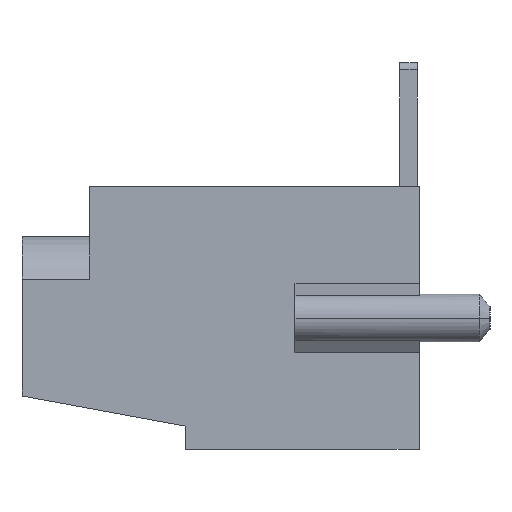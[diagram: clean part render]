
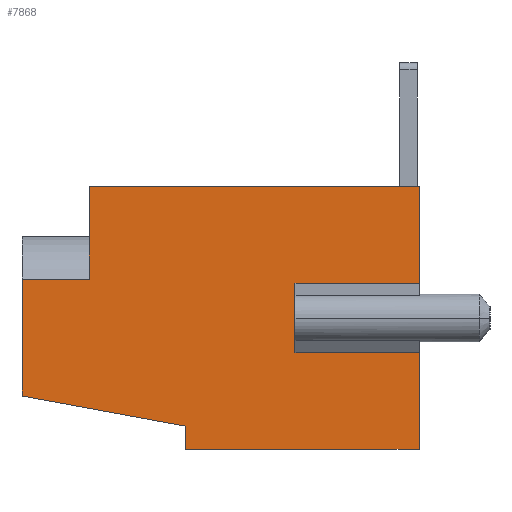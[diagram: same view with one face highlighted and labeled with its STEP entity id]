
A CAD part, left-side view. The second image highlights one B-rep face of the part: STEP entity #7868.
In plain terms, the highlighted planar face has unit normal (-1, 0, 0).
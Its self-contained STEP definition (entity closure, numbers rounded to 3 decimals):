
#71 = VECTOR ( 'NONE', #6320, 1000. ) ;
#83 = CARTESIAN_POINT ( 'NONE',  ( -5.35, -1.1, 4.65 ) ) ;
#325 = VECTOR ( 'NONE', #4715, 1000. ) ;
#449 = DIRECTION ( 'NONE',  ( 0., -0.182, 0.983 ) ) ;
#553 = VERTEX_POINT ( 'NONE', #3146 ) ;
#743 = CARTESIAN_POINT ( 'NONE',  ( -5.35, 2.2, 6.55 ) ) ;
#812 = CARTESIAN_POINT ( 'NONE',  ( -5.35, 3.7, -4.65 ) ) ;
#863 = VERTEX_POINT ( 'NONE', #1104 ) ;
#973 = VERTEX_POINT ( 'NONE', #3366 ) ;
#1078 = VECTOR ( 'NONE', #7349, 1000. ) ;
#1104 = CARTESIAN_POINT ( 'NONE',  ( -5.35, -0.975, -4.65 ) ) ;
#1177 = VERTEX_POINT ( 'NONE', #812 ) ;
#1266 = DIRECTION ( 'NONE',  ( 0., 1., 0. ) ) ;
#1628 = DIRECTION ( 'NONE',  ( 0., 0., -1. ) ) ;
#1683 = CARTESIAN_POINT ( 'NONE',  ( -5.35, 0., 0. ) ) ;
#1903 = DIRECTION ( 'NONE',  ( 0., 0., 1. ) ) ;
#1973 = ORIENTED_EDGE ( 'NONE', *, *, #3651, .F. ) ;
#1983 = VERTEX_POINT ( 'NONE', #4248 ) ;
#2115 = DIRECTION ( 'NONE',  ( 0., 0., -1. ) ) ;
#2156 = LINE ( 'NONE', #8052, #5708 ) ;
#2163 = VERTEX_POINT ( 'NONE', #7037 ) ;
#2335 = LINE ( 'NONE', #5457, #6335 ) ;
#2582 = CARTESIAN_POINT ( 'NONE',  ( -5.35, 3.05, 1.95 ) ) ;
#2632 = ORIENTED_EDGE ( 'NONE', *, *, #4994, .F. ) ;
#2657 = LINE ( 'NONE', #8857, #7624 ) ;
#2664 = ORIENTED_EDGE ( 'NONE', *, *, #3793, .F. ) ;
#2727 = VERTEX_POINT ( 'NONE', #83 ) ;
#2811 = ORIENTED_EDGE ( 'NONE', *, *, #6130, .F. ) ;
#2814 = CARTESIAN_POINT ( 'NONE',  ( -5.35, -0.975, -1.15 ) ) ;
#2836 = VERTEX_POINT ( 'NONE', #7879 ) ;
#3131 = DIRECTION ( 'NONE',  ( 0., 0., 1. ) ) ;
#3146 = CARTESIAN_POINT ( 'NONE',  ( -5.35, 0.975, -4.65 ) ) ;
#3366 = CARTESIAN_POINT ( 'NONE',  ( -5.35, -3.7, -4.65 ) ) ;
#3434 = LINE ( 'NONE', #6108, #325 ) ;
#3498 = CARTESIAN_POINT ( 'NONE',  ( -5.35, 0.975, 0. ) ) ;
#3575 = CARTESIAN_POINT ( 'NONE',  ( -5.35, 0.975, -1.15 ) ) ;
#3651 = EDGE_CURVE ( 'NONE', #1177, #2836, #2657, .T. ) ;
#3793 = EDGE_CURVE ( 'NONE', #553, #1177, #2335, .T. ) ;
#3889 = LINE ( 'NONE', #7265, #6481 ) ;
#3939 = ORIENTED_EDGE ( 'NONE', *, *, #5149, .F. ) ;
#3969 = DIRECTION ( 'NONE',  ( 0., 1., 0. ) ) ;
#3979 = VERTEX_POINT ( 'NONE', #3575 ) ;
#3996 = LINE ( 'NONE', #7385, #1078 ) ;
#4248 = CARTESIAN_POINT ( 'NONE',  ( -5.35, -1.1, 6.55 ) ) ;
#4262 = CARTESIAN_POINT ( 'NONE',  ( -5.35, 3.7, 1.95 ) ) ;
#4472 = DIRECTION ( 'NONE',  ( 1., 0., 0. ) ) ;
#4479 = DIRECTION ( 'NONE',  ( 0., 0., 1. ) ) ;
#4715 = DIRECTION ( 'NONE',  ( 0., -1., 0. ) ) ;
#4831 = VECTOR ( 'NONE', #7464, 1000. ) ;
#4885 = EDGE_CURVE ( 'NONE', #973, #2163, #3889, .T. ) ;
#4915 = VECTOR ( 'NONE', #1266, 1000. ) ;
#4924 = FACE_OUTER_BOUND ( 'NONE', #5086, .T. ) ;
#4936 = LINE ( 'NONE', #7427, #4831 ) ;
#4994 = EDGE_CURVE ( 'NONE', #2727, #2163, #3434, .T. ) ;
#5086 = EDGE_LOOP ( 'NONE', ( #5614, #8045, #2632, #8519, #6931, #6409, #8219, #1973, #2664, #2811, #3939, #6391 ) ) ;
#5119 = EDGE_CURVE ( 'NONE', #1983, #2727, #3996, .T. ) ;
#5149 = EDGE_CURVE ( 'NONE', #5484, #3979, #2156, .T. ) ;
#5164 = EDGE_CURVE ( 'NONE', #5701, #6835, #6367, .T. ) ;
#5435 = CARTESIAN_POINT ( 'NONE',  ( -5.35, 0., -4.65 ) ) ;
#5457 = CARTESIAN_POINT ( 'NONE',  ( -5.35, 0., -4.65 ) ) ;
#5478 = VECTOR ( 'NONE', #2115, 1000. ) ;
#5483 = DIRECTION ( 'NONE',  ( 0., 1., 0. ) ) ;
#5484 = VERTEX_POINT ( 'NONE', #2814 ) ;
#5497 = VECTOR ( 'NONE', #449, 1000. ) ;
#5614 = ORIENTED_EDGE ( 'NONE', *, *, #8075, .F. ) ;
#5635 = EDGE_CURVE ( 'NONE', #863, #5484, #5696, .T. ) ;
#5696 = LINE ( 'NONE', #8047, #7100 ) ;
#5701 = VERTEX_POINT ( 'NONE', #7336 ) ;
#5708 = VECTOR ( 'NONE', #3969, 1000. ) ;
#5723 = AXIS2_PLACEMENT_3D ( 'NONE', #1683, #4472, #1628 ) ;
#5821 = PLANE ( 'NONE',  #5723 ) ;
#5912 = EDGE_CURVE ( 'NONE', #6835, #1983, #4936, .T. ) ;
#6108 = CARTESIAN_POINT ( 'NONE',  ( -5.35, 0., 4.65 ) ) ;
#6130 = EDGE_CURVE ( 'NONE', #3979, #553, #6663, .T. ) ;
#6320 = DIRECTION ( 'NONE',  ( 0., 1., 0. ) ) ;
#6335 = VECTOR ( 'NONE', #5483, 1000. ) ;
#6367 = LINE ( 'NONE', #2582, #5497 ) ;
#6391 = ORIENTED_EDGE ( 'NONE', *, *, #5635, .F. ) ;
#6409 = ORIENTED_EDGE ( 'NONE', *, *, #5164, .F. ) ;
#6481 = VECTOR ( 'NONE', #3131, 1000. ) ;
#6663 = LINE ( 'NONE', #3498, #5478 ) ;
#6835 = VERTEX_POINT ( 'NONE', #743 ) ;
#6931 = ORIENTED_EDGE ( 'NONE', *, *, #5912, .F. ) ;
#7037 = CARTESIAN_POINT ( 'NONE',  ( -5.35, -3.7, 4.65 ) ) ;
#7100 = VECTOR ( 'NONE', #4479, 1000. ) ;
#7265 = CARTESIAN_POINT ( 'NONE',  ( -5.35, -3.7, 4.65 ) ) ;
#7336 = CARTESIAN_POINT ( 'NONE',  ( -5.35, 3.05, 1.95 ) ) ;
#7349 = DIRECTION ( 'NONE',  ( 0., 0., -1. ) ) ;
#7385 = CARTESIAN_POINT ( 'NONE',  ( -5.35, -1.1, 0. ) ) ;
#7427 = CARTESIAN_POINT ( 'NONE',  ( -5.35, 0., 6.55 ) ) ;
#7464 = DIRECTION ( 'NONE',  ( 0., -1., 0. ) ) ;
#7624 = VECTOR ( 'NONE', #1903, 1000. ) ;
#7721 = EDGE_CURVE ( 'NONE', #5701, #2836, #8483, .T. ) ;
#7868 = ADVANCED_FACE ( 'NONE', ( #4924 ), #5821, .F. ) ;
#7879 = CARTESIAN_POINT ( 'NONE',  ( -5.35, 3.7, 1.95 ) ) ;
#8045 = ORIENTED_EDGE ( 'NONE', *, *, #4885, .T. ) ;
#8047 = CARTESIAN_POINT ( 'NONE',  ( -5.35, -0.975, 0. ) ) ;
#8052 = CARTESIAN_POINT ( 'NONE',  ( -5.35, 0., -1.15 ) ) ;
#8075 = EDGE_CURVE ( 'NONE', #973, #863, #8263, .T. ) ;
#8219 = ORIENTED_EDGE ( 'NONE', *, *, #7721, .T. ) ;
#8263 = LINE ( 'NONE', #5435, #4915 ) ;
#8483 = LINE ( 'NONE', #4262, #71 ) ;
#8519 = ORIENTED_EDGE ( 'NONE', *, *, #5119, .F. ) ;
#8857 = CARTESIAN_POINT ( 'NONE',  ( -5.35, 3.7, 0. ) ) ;
